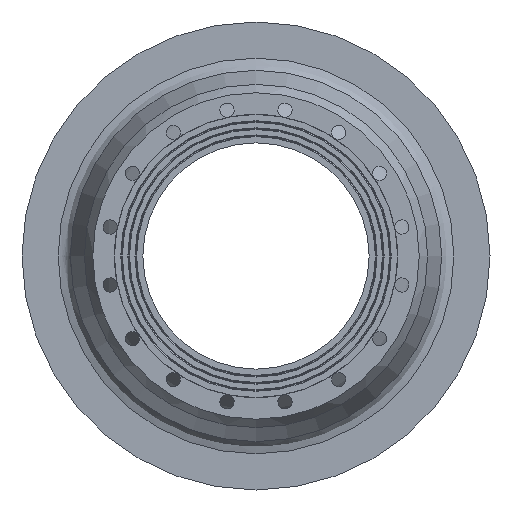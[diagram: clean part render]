
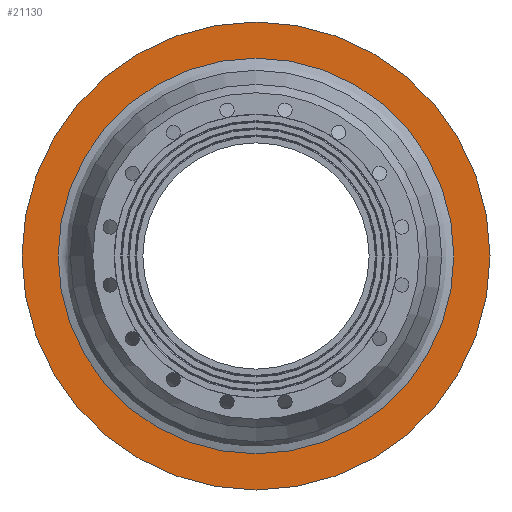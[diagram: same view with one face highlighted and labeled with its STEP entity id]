
A CAD part, front view. The second image highlights one B-rep face of the part: STEP entity #21130.
In plain terms, the highlighted planar face has unit normal (0, -1, 0).
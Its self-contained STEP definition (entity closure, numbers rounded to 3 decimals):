
#21096=CARTESIAN_POINT('',(-306.085,236.0,0.0));
#21097=VERTEX_POINT('',#21096);
#21098=CARTESIAN_POINT('',(0.0,236.0,0.0));
#21099=DIRECTION('',(0.0,1.0,0.0));
#21100=DIRECTION('',(-1.0,0.0,0.0));
#21101=AXIS2_PLACEMENT_3D('',#21098,#21099,#21100);
#21102=CIRCLE('',#21101,306.085);
#21103=EDGE_CURVE('',#21097,#21097,#21102,.T.);
#21111=CARTESIAN_POINT('',(-334.042,236.0,0.0));
#21112=DIRECTION('',(0.0,-1.0,0.0));
#21113=DIRECTION('',(0.0,0.0,-1.0));
#21114=AXIS2_PLACEMENT_3D('',#21111,#21112,#21113);
#21115=PLANE('',#21114);
#21116=CARTESIAN_POINT('',(-362.0,236.0,0.0));
#21117=VERTEX_POINT('',#21116);
#21118=CARTESIAN_POINT('',(0.0,236.0,0.0));
#21119=DIRECTION('',(0.0,1.0,0.0));
#21120=DIRECTION('',(-1.0,0.0,0.0));
#21121=AXIS2_PLACEMENT_3D('',#21118,#21119,#21120);
#21122=CIRCLE('',#21121,362.0);
#21123=EDGE_CURVE('',#21117,#21117,#21122,.T.);
#21124=ORIENTED_EDGE('',*,*,#21123,.F.);
#21125=EDGE_LOOP('',(#21124));
#21126=FACE_OUTER_BOUND('',#21125,.T.);
#21127=ORIENTED_EDGE('',*,*,#21103,.T.);
#21128=EDGE_LOOP('',(#21127));
#21129=FACE_BOUND('',#21128,.T.);
#21130=ADVANCED_FACE('',(#21126,#21129),#21115,.T.);
